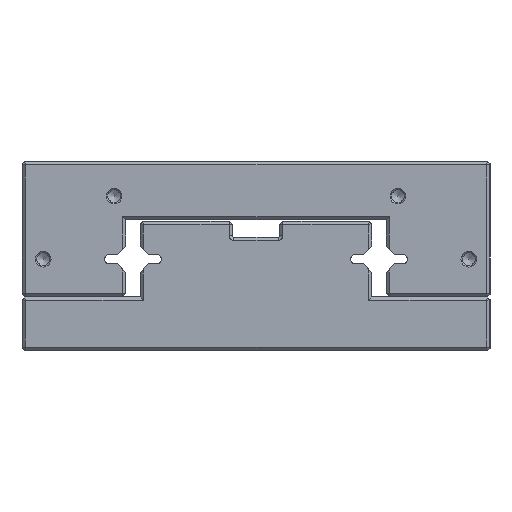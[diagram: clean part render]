
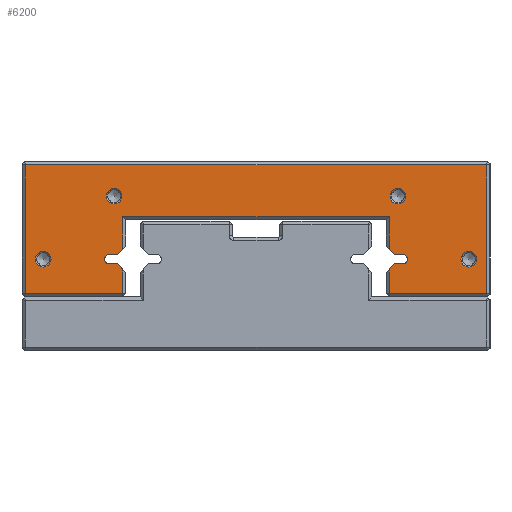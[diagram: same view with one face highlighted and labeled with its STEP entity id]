
A CAD part, left-side view. The second image highlights one B-rep face of the part: STEP entity #6200.
In plain terms, the highlighted planar face has unit normal (-1, 0, 0).
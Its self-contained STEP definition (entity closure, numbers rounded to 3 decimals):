
#5167=FACE_BOUND('',#9550,.T.);
#5168=FACE_BOUND('',#9551,.T.);
#5169=FACE_BOUND('',#9552,.T.);
#5170=FACE_BOUND('',#9553,.T.);
#5171=FACE_BOUND('',#9554,.T.);
#5718=CIRCLE('',#25880,1.5);
#5723=CIRCLE('',#25893,1.5);
#5729=CIRCLE('',#25905,2.5);
#5730=CIRCLE('',#25906,2.5);
#5731=CIRCLE('',#25907,2.5);
#5732=CIRCLE('',#25908,2.5);
#6200=ADVANCED_FACE('',(#5167,#5168,#5169,#5170,#5171),#7373,.T.);
#7373=PLANE('',#25909);
#9550=EDGE_LOOP('',(#12453,#12454,#12455,#12456,#12457,#12458,#12459,#12460,
#12461,#12462,#12463,#12464,#12465,#12466,#12467,#12468,#12469,#12470,#12471,
#12472,#12473,#12474,#12475,#12476));
#9551=EDGE_LOOP('',(#12477));
#9552=EDGE_LOOP('',(#12478));
#9553=EDGE_LOOP('',(#12479));
#9554=EDGE_LOOP('',(#12480));
#12453=ORIENTED_EDGE('',*,*,#19421,.F.);
#12454=ORIENTED_EDGE('',*,*,#19462,.T.);
#12455=ORIENTED_EDGE('',*,*,#19463,.T.);
#12456=ORIENTED_EDGE('',*,*,#19464,.T.);
#12457=ORIENTED_EDGE('',*,*,#19404,.F.);
#12458=ORIENTED_EDGE('',*,*,#19398,.F.);
#12459=ORIENTED_EDGE('',*,*,#19395,.F.);
#12460=ORIENTED_EDGE('',*,*,#19392,.F.);
#12461=ORIENTED_EDGE('',*,*,#19390,.F.);
#12462=ORIENTED_EDGE('',*,*,#19465,.T.);
#12463=ORIENTED_EDGE('',*,*,#19466,.T.);
#12464=ORIENTED_EDGE('',*,*,#19467,.T.);
#12465=ORIENTED_EDGE('',*,*,#19468,.T.);
#12466=ORIENTED_EDGE('',*,*,#19469,.T.);
#12467=ORIENTED_EDGE('',*,*,#19470,.T.);
#12468=ORIENTED_EDGE('',*,*,#19471,.T.);
#12469=ORIENTED_EDGE('',*,*,#19472,.T.);
#12470=ORIENTED_EDGE('',*,*,#19473,.T.);
#12471=ORIENTED_EDGE('',*,*,#19474,.T.);
#12472=ORIENTED_EDGE('',*,*,#19475,.T.);
#12473=ORIENTED_EDGE('',*,*,#19435,.F.);
#12474=ORIENTED_EDGE('',*,*,#19429,.F.);
#12475=ORIENTED_EDGE('',*,*,#19426,.F.);
#12476=ORIENTED_EDGE('',*,*,#19423,.F.);
#12477=ORIENTED_EDGE('',*,*,#19476,.T.);
#12478=ORIENTED_EDGE('',*,*,#19477,.T.);
#12479=ORIENTED_EDGE('',*,*,#19478,.T.);
#12480=ORIENTED_EDGE('',*,*,#19479,.T.);
#17252=VERTEX_POINT('',#34622);
#17253=VERTEX_POINT('',#34624);
#17254=VERTEX_POINT('',#34628);
#17256=VERTEX_POINT('',#34634);
#17258=VERTEX_POINT('',#34640);
#17263=VERTEX_POINT('',#34652);
#17275=VERTEX_POINT('',#34684);
#17276=VERTEX_POINT('',#34686);
#17277=VERTEX_POINT('',#34690);
#17279=VERTEX_POINT('',#34696);
#17281=VERTEX_POINT('',#34702);
#17286=VERTEX_POINT('',#34714);
#17309=VERTEX_POINT('',#34768);
#17310=VERTEX_POINT('',#34770);
#17311=VERTEX_POINT('',#34773);
#17312=VERTEX_POINT('',#34775);
#17313=VERTEX_POINT('',#34777);
#17314=VERTEX_POINT('',#34779);
#17315=VERTEX_POINT('',#34781);
#17316=VERTEX_POINT('',#34783);
#17317=VERTEX_POINT('',#34785);
#17318=VERTEX_POINT('',#34787);
#17319=VERTEX_POINT('',#34789);
#17320=VERTEX_POINT('',#34791);
#17321=VERTEX_POINT('',#34794);
#17322=VERTEX_POINT('',#34796);
#17323=VERTEX_POINT('',#34798);
#17324=VERTEX_POINT('',#34800);
#19390=EDGE_CURVE('',#17252,#17253,#21877,.T.);
#19392=EDGE_CURVE('',#17253,#17254,#21879,.T.);
#19395=EDGE_CURVE('',#17254,#17256,#5718,.T.);
#19398=EDGE_CURVE('',#17256,#17258,#21883,.T.);
#19404=EDGE_CURVE('',#17258,#17263,#21889,.T.);
#19421=EDGE_CURVE('',#17275,#17276,#21903,.T.);
#19423=EDGE_CURVE('',#17276,#17277,#21905,.T.);
#19426=EDGE_CURVE('',#17277,#17279,#5723,.T.);
#19429=EDGE_CURVE('',#17279,#17281,#21909,.T.);
#19435=EDGE_CURVE('',#17281,#17286,#21915,.T.);
#19462=EDGE_CURVE('',#17275,#17309,#21938,.T.);
#19463=EDGE_CURVE('',#17309,#17310,#21939,.T.);
#19464=EDGE_CURVE('',#17310,#17263,#21940,.T.);
#19465=EDGE_CURVE('',#17252,#17311,#21941,.T.);
#19466=EDGE_CURVE('',#17311,#17312,#21942,.T.);
#19467=EDGE_CURVE('',#17312,#17313,#21943,.T.);
#19468=EDGE_CURVE('',#17313,#17314,#21944,.T.);
#19469=EDGE_CURVE('',#17314,#17315,#21945,.T.);
#19470=EDGE_CURVE('',#17315,#17316,#21946,.T.);
#19471=EDGE_CURVE('',#17316,#17317,#21947,.T.);
#19472=EDGE_CURVE('',#17317,#17318,#21948,.T.);
#19473=EDGE_CURVE('',#17318,#17319,#21949,.T.);
#19474=EDGE_CURVE('',#17319,#17320,#21950,.T.);
#19475=EDGE_CURVE('',#17320,#17286,#21951,.T.);
#19476=EDGE_CURVE('',#17321,#17321,#5729,.T.);
#19477=EDGE_CURVE('',#17322,#17322,#5730,.T.);
#19478=EDGE_CURVE('',#17323,#17323,#5731,.T.);
#19479=EDGE_CURVE('',#17324,#17324,#5732,.T.);
#21877=LINE('',#34623,#24007);
#21879=LINE('',#34627,#24009);
#21883=LINE('',#34639,#24013);
#21889=LINE('',#34651,#24019);
#21903=LINE('',#34685,#24033);
#21905=LINE('',#34689,#24035);
#21909=LINE('',#34701,#24039);
#21915=LINE('',#34713,#24045);
#21938=LINE('',#34767,#24068);
#21939=LINE('',#34769,#24069);
#21940=LINE('',#34771,#24070);
#21941=LINE('',#34772,#24071);
#21942=LINE('',#34774,#24072);
#21943=LINE('',#34776,#24073);
#21944=LINE('',#34778,#24074);
#21945=LINE('',#34780,#24075);
#21946=LINE('',#34782,#24076);
#21947=LINE('',#34784,#24077);
#21948=LINE('',#34786,#24078);
#21949=LINE('',#34788,#24079);
#21950=LINE('',#34790,#24080);
#21951=LINE('',#34792,#24081);
#24007=VECTOR('',#28576,1.);
#24009=VECTOR('',#28580,1.);
#24013=VECTOR('',#28592,1.);
#24019=VECTOR('',#28600,1.);
#24033=VECTOR('',#28628,1.);
#24035=VECTOR('',#28632,1.);
#24039=VECTOR('',#28644,1.);
#24045=VECTOR('',#28652,1.);
#24068=VECTOR('',#28691,1.);
#24069=VECTOR('',#28692,1.);
#24070=VECTOR('',#28693,1.);
#24071=VECTOR('',#28694,1.);
#24072=VECTOR('',#28695,1.);
#24073=VECTOR('',#28696,1.);
#24074=VECTOR('',#28697,1.);
#24075=VECTOR('',#28698,1.);
#24076=VECTOR('',#28699,1.);
#24077=VECTOR('',#28700,1.);
#24078=VECTOR('',#28701,1.);
#24079=VECTOR('',#28702,1.);
#24080=VECTOR('',#28703,1.);
#24081=VECTOR('',#28704,1.);
#25880=AXIS2_PLACEMENT_3D('',#34633,#28585,#28586);
#25893=AXIS2_PLACEMENT_3D('',#34695,#28637,#28638);
#25905=AXIS2_PLACEMENT_3D('',#34793,#28705,#28706);
#25906=AXIS2_PLACEMENT_3D('',#34795,#28707,#28708);
#25907=AXIS2_PLACEMENT_3D('',#34797,#28709,#28710);
#25908=AXIS2_PLACEMENT_3D('',#34799,#28711,#28712);
#25909=AXIS2_PLACEMENT_3D('',#34801,#28713,#28714);
#28576=DIRECTION('',(0.,-0.707,0.707));
#28580=DIRECTION('',(0.,-1.,0.));
#28585=DIRECTION('',(-1.,0.,0.));
#28586=DIRECTION('',(0.,0.,-1.));
#28592=DIRECTION('',(0.,1.,0.));
#28600=DIRECTION('',(0.,0.707,0.707));
#28628=DIRECTION('',(0.,0.707,-0.707));
#28632=DIRECTION('',(0.,1.,0.));
#28637=DIRECTION('',(-1.,0.,0.));
#28638=DIRECTION('',(0.,0.,1.));
#28644=DIRECTION('',(0.,-1.,0.));
#28652=DIRECTION('',(0.,-0.707,-0.707));
#28691=DIRECTION('',(0.,0.,1.));
#28692=DIRECTION('',(0.,-1.,0.));
#28693=DIRECTION('',(0.,0.,-1.));
#28694=DIRECTION('',(0.,0.,-1.));
#28695=DIRECTION('',(0.,-1.,0.));
#28696=DIRECTION('',(0.,-0.707,0.707));
#28697=DIRECTION('',(0.,0.,1.));
#28698=DIRECTION('',(0.,0.707,0.707));
#28699=DIRECTION('',(0.,1.,0.));
#28700=DIRECTION('',(0.,0.707,-0.707));
#28701=DIRECTION('',(0.,0.,-1.));
#28702=DIRECTION('',(0.,-0.707,-0.707));
#28703=DIRECTION('',(0.,-1.,0.));
#28704=DIRECTION('',(0.,0.,1.));
#28705=DIRECTION('',(1.,0.,0.));
#28706=DIRECTION('',(0.,0.,-1.));
#28707=DIRECTION('',(1.,0.,0.));
#28708=DIRECTION('',(0.,0.,-1.));
#28709=DIRECTION('',(1.,0.,0.));
#28710=DIRECTION('',(0.,0.,-1.));
#28711=DIRECTION('',(1.,0.,0.));
#28712=DIRECTION('',(0.,0.,-1.));
#28713=DIRECTION('',(-1.,0.,0.));
#28714=DIRECTION('',(0.,0.,1.));
#34622=CARTESIAN_POINT('',(80.,31.95,25.886));
#34623=CARTESIAN_POINT('',(80.,32.95,24.886));
#34624=CARTESIAN_POINT('',(80.,30.336,27.5));
#34627=CARTESIAN_POINT('',(80.,30.336,27.5));
#34628=CARTESIAN_POINT('',(80.,27.7,27.5));
#34633=CARTESIAN_POINT('',(80.,27.7,29.));
#34634=CARTESIAN_POINT('',(80.,27.7,30.5));
#34639=CARTESIAN_POINT('',(80.,27.7,30.5));
#34640=CARTESIAN_POINT('',(80.,30.336,30.5));
#34651=CARTESIAN_POINT('',(80.,30.336,30.5));
#34652=CARTESIAN_POINT('',(80.,31.95,32.114));
#34684=CARTESIAN_POINT('',(80.,116.45,32.114));
#34685=CARTESIAN_POINT('',(80.,115.45,33.114));
#34686=CARTESIAN_POINT('',(80.,118.064,30.5));
#34689=CARTESIAN_POINT('',(80.,118.064,30.5));
#34690=CARTESIAN_POINT('',(80.,120.7,30.5));
#34695=CARTESIAN_POINT('',(80.,120.7,29.));
#34696=CARTESIAN_POINT('',(80.,120.7,27.5));
#34701=CARTESIAN_POINT('',(80.,120.7,27.5));
#34702=CARTESIAN_POINT('',(80.,118.064,27.5));
#34713=CARTESIAN_POINT('',(80.,118.064,27.5));
#34714=CARTESIAN_POINT('',(80.,116.45,25.886));
#34767=CARTESIAN_POINT('',(80.,116.45,41.5));
#34768=CARTESIAN_POINT('',(80.,116.45,42.5));
#34769=CARTESIAN_POINT('',(80.,32.95,42.5));
#34770=CARTESIAN_POINT('',(80.,31.95,42.5));
#34771=CARTESIAN_POINT('',(80.,31.95,33.114));
#34772=CARTESIAN_POINT('',(80.,31.95,17.2));
#34773=CARTESIAN_POINT('',(80.,31.95,18.2));
#34774=CARTESIAN_POINT('',(80.,0.7,18.2));
#34775=CARTESIAN_POINT('',(80.,1.114,18.2));
#34776=CARTESIAN_POINT('',(80.,9.007,10.307));
#34777=CARTESIAN_POINT('',(80.,1.,18.314));
#34778=CARTESIAN_POINT('',(80.,1.,59.3));
#34779=CARTESIAN_POINT('',(80.,1.,58.886));
#34780=CARTESIAN_POINT('',(80.,-0.593,57.293));
#34781=CARTESIAN_POINT('',(80.,1.114,59.));
#34782=CARTESIAN_POINT('',(80.,147.7,59.));
#34783=CARTESIAN_POINT('',(80.,147.286,59.));
#34784=CARTESIAN_POINT('',(80.,102.493,103.793));
#34785=CARTESIAN_POINT('',(80.,147.4,58.886));
#34786=CARTESIAN_POINT('',(80.,147.4,17.9));
#34787=CARTESIAN_POINT('',(80.,147.4,18.314));
#34788=CARTESIAN_POINT('',(80.,92.893,-36.193));
#34789=CARTESIAN_POINT('',(80.,147.286,18.2));
#34790=CARTESIAN_POINT('',(80.,115.45,18.2));
#34791=CARTESIAN_POINT('',(80.,116.45,18.2));
#34792=CARTESIAN_POINT('',(80.,116.45,24.886));
#34793=CARTESIAN_POINT('',(80.,141.7,29.));
#34794=CARTESIAN_POINT('',(80.,141.7,26.5));
#34795=CARTESIAN_POINT('',(80.,6.7,29.));
#34796=CARTESIAN_POINT('',(80.,6.7,26.5));
#34797=CARTESIAN_POINT('',(80.,29.2,49.));
#34798=CARTESIAN_POINT('',(80.,29.2,46.5));
#34799=CARTESIAN_POINT('',(80.,119.2,49.));
#34800=CARTESIAN_POINT('',(80.,119.2,46.5));
#34801=CARTESIAN_POINT('',(80.,27.7,29.));
